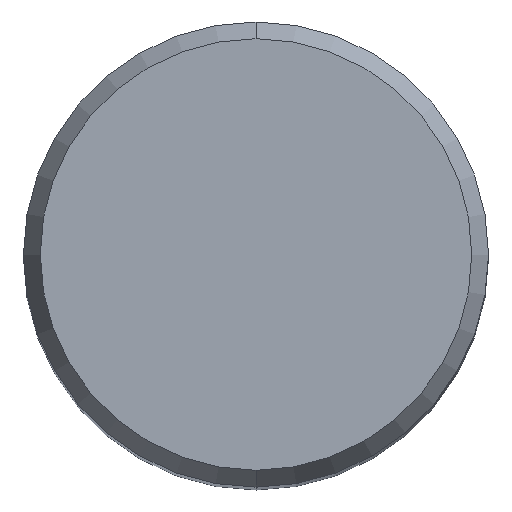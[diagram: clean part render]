
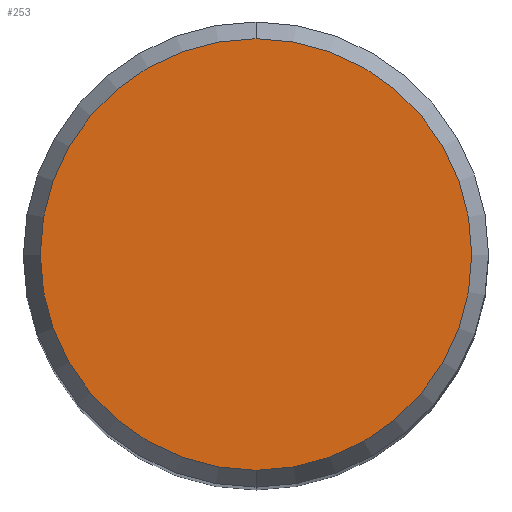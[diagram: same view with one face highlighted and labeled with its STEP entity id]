
A CAD part, top view. The second image highlights one B-rep face of the part: STEP entity #253.
In plain terms, the highlighted planar face has unit normal (0, 0, 1).
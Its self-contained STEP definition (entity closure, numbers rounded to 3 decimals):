
#213=VERTEX_POINT('',#506);
#253=ADVANCED_FACE('',(#548),#549,.T.);
#325=EDGE_CURVE('',#355,#213,#635,.T.);
#355=VERTEX_POINT('',#668);
#401=EDGE_CURVE('',#213,#355,#718,.T.);
#506=CARTESIAN_POINT('',(0.,-7.423,57.134));
#548=FACE_OUTER_BOUND('',#1024,.T.);
#549=PLANE('',#1025);
#635=CIRCLE('',#1149,7.423);
#668=CARTESIAN_POINT('',(0.0,7.423,57.134));
#718=CIRCLE('',#1315,7.423);
#1024=EDGE_LOOP('',(#1470,#1471));
#1025=AXIS2_PLACEMENT_3D('',#1472,#1473,#1474);
#1149=AXIS2_PLACEMENT_3D('',#1628,#1629,#1630);
#1315=AXIS2_PLACEMENT_3D('',#1719,#1720,#1721);
#1470=ORIENTED_EDGE('',*,*,#325,.F.);
#1471=ORIENTED_EDGE('',*,*,#401,.F.);
#1472=CARTESIAN_POINT('',(0.0,3.711,57.134));
#1473=DIRECTION('',(-0.0,0.0,1.0));
#1474=DIRECTION('',(0.0,-1.0,0.0));
#1628=CARTESIAN_POINT('',(0.0,0.0,57.134));
#1629=DIRECTION('',(0.0,0.0,-1.0));
#1630=DIRECTION('',(0.0,1.0,0.0));
#1719=CARTESIAN_POINT('',(0.0,0.0,57.134));
#1720=DIRECTION('',(0.0,0.0,-1.0));
#1721=DIRECTION('',(0.0,1.0,0.0));
